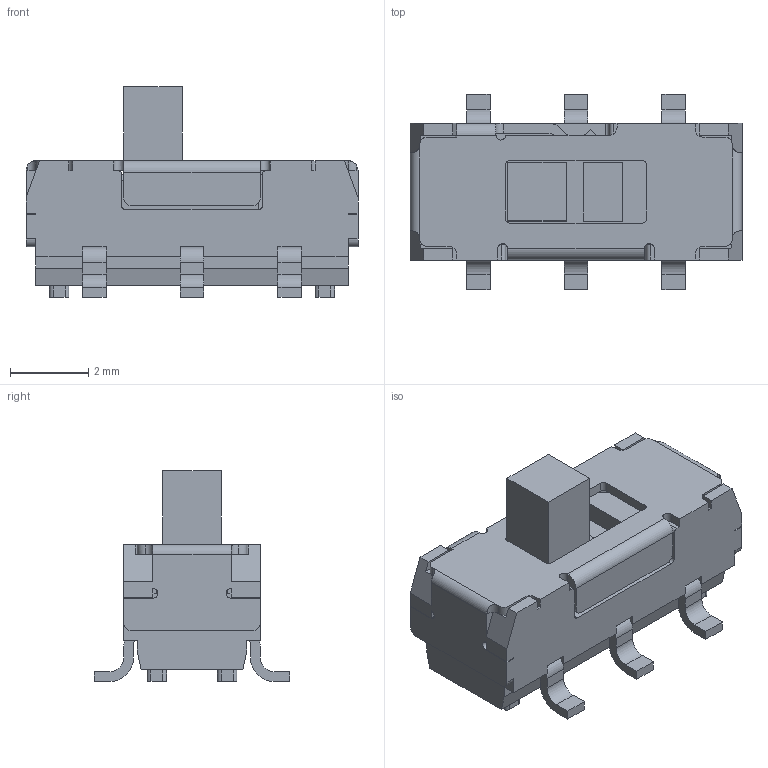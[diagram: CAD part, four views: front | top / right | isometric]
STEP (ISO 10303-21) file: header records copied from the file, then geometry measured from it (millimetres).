
FILE_DESCRIPTION(('FreeCAD Model'),'2;1');
FILE_NAME('Open CASCADE Shape Model','2026-02-22T21:11:18',('Author'),( ''),'Open CASCADE STEP processor 7.8','FreeCAD','Unknown');
FILE_SCHEMA(('AUTOMOTIVE_DESIGN { 1 0 10303 214 1 1 1 1 }'));
Length unit declared in the file: millimetre
Products named in the file (3): CL-SB-22B-01T; 22B-01_c; 2Top setting_s
Assembly tree (2 placements, depth 2):
  CL-SB-22B-01T
    22B-01_c
    2Top setting_s
Bounding box: 8.5 x 5 x 5.4 mm (x, y, z)
Volume: 84.2 mm3; surface area: 277.5 mm2
Topology: 2 solids, 2 shells, 319 faces, 925 edges, 600 vertices
Faces by surface type: plane 230, cylinder 89
Full cylindrical faces by diameter (mm): 0.8 x1, 1 x1
Entity records: 11608 total; most frequent: CARTESIAN_POINT 1865, ORIENTED_EDGE 1850, DIRECTION 1760, EDGE_CURVE 925, LINE 722, VECTOR 722, VERTEX_POINT 600, AXIS2_PLACEMENT_3D 519
